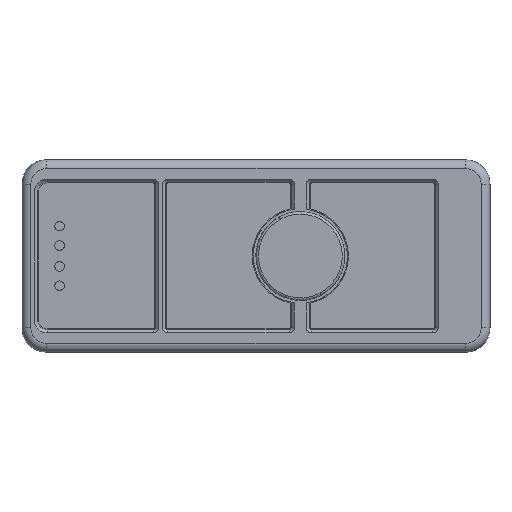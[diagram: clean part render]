
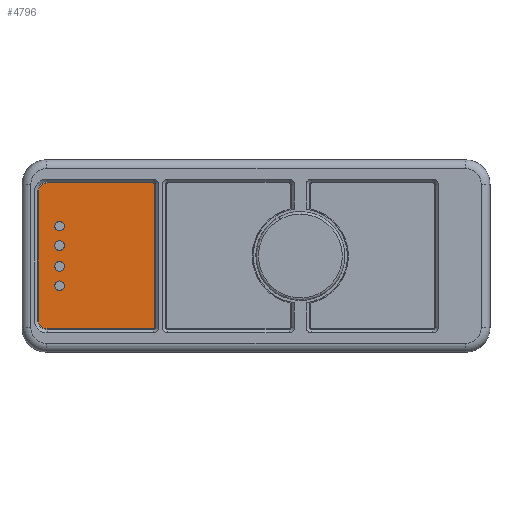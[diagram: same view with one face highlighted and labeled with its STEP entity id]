
A CAD part, top view. The second image highlights one B-rep face of the part: STEP entity #4796.
In plain terms, the highlighted planar face has unit normal (0, 0, 1).
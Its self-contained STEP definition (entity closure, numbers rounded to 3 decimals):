
#75 = FACE_BOUND ( 'NONE', #4022, .T. ) ;
#84 = CARTESIAN_POINT ( 'NONE',  ( -58.949, 72.979, 0.72 ) ) ;
#85 = EDGE_CURVE ( 'NONE', #1684, #687, #1091, .T. ) ;
#177 = AXIS2_PLACEMENT_3D ( 'NONE', #4317, #2485, #1758 ) ;
#212 = CIRCLE ( 'NONE', #1721, 1.165 ) ;
#229 = VERTEX_POINT ( 'NONE', #1465 ) ;
#254 = ORIENTED_EDGE ( 'NONE', *, *, #2649, .T. ) ;
#292 = DIRECTION ( 'NONE',  ( -1., 0., 0. ) ) ;
#331 = ORIENTED_EDGE ( 'NONE', *, *, #1863, .T. ) ;
#426 = EDGE_CURVE ( 'NONE', #4485, #702, #3724, .T. ) ;
#504 = DIRECTION ( 'NONE',  ( -1., 0., 0. ) ) ;
#537 = DIRECTION ( 'NONE',  ( 0., 0., -1. ) ) ;
#540 = EDGE_CURVE ( 'NONE', #687, #4485, #3692, .T. ) ;
#556 = EDGE_CURVE ( 'NONE', #1520, #3739, #1310, .T. ) ;
#607 = CIRCLE ( 'NONE', #3140, 2.16 ) ;
#620 = CARTESIAN_POINT ( 'NONE',  ( -58.949, 85.132, 0.72 ) ) ;
#687 = VERTEX_POINT ( 'NONE', #1622 ) ;
#702 = VERTEX_POINT ( 'NONE', #3514 ) ;
#803 = EDGE_LOOP ( 'NONE', ( #4249, #2912 ) ) ;
#815 = CARTESIAN_POINT ( 'NONE',  ( -36.026, 59.168, 0.72 ) ) ;
#820 = VERTEX_POINT ( 'NONE', #3764 ) ;
#917 = DIRECTION ( 'NONE',  ( 0., -1., 0. ) ) ;
#1075 = DIRECTION ( 'NONE',  ( 0., 0., -1. ) ) ;
#1091 = LINE ( 'NONE', #1812, #2447 ) ;
#1121 = ORIENTED_EDGE ( 'NONE', *, *, #4619, .T. ) ;
#1240 = AXIS2_PLACEMENT_3D ( 'NONE', #2407, #2801, #917 ) ;
#1243 = EDGE_CURVE ( 'NONE', #2589, #4514, #2394, .T. ) ;
#1251 = AXIS2_PLACEMENT_3D ( 'NONE', #2322, #3414, #3461 ) ;
#1262 = CARTESIAN_POINT ( 'NONE',  ( -58.949, 83.967, 0.72 ) ) ;
#1304 = FACE_OUTER_BOUND ( 'NONE', #2680, .T. ) ;
#1310 = CIRCLE ( 'NONE', #1542, 0.36 ) ;
#1377 = VERTEX_POINT ( 'NONE', #3161 ) ;
#1450 = ORIENTED_EDGE ( 'NONE', *, *, #2234, .T. ) ;
#1465 = CARTESIAN_POINT ( 'NONE',  ( -58.949, 82.802, 0.72 ) ) ;
#1469 = DIRECTION ( 'NONE',  ( 0., 1., 0. ) ) ;
#1520 = VERTEX_POINT ( 'NONE', #4460 ) ;
#1542 = AXIS2_PLACEMENT_3D ( 'NONE', #4334, #4256, #3539 ) ;
#1585 = CARTESIAN_POINT ( 'NONE',  ( -35.666, 59.168, 0.72 ) ) ;
#1587 = ORIENTED_EDGE ( 'NONE', *, *, #1243, .T. ) ;
#1595 = FACE_BOUND ( 'NONE', #803, .T. ) ;
#1602 = CIRCLE ( 'NONE', #4387, 1.165 ) ;
#1622 = CARTESIAN_POINT ( 'NONE',  ( -64.158, 60.968, 0.72 ) ) ;
#1682 = CARTESIAN_POINT ( 'NONE',  ( -58.949, 74.145, 0.72 ) ) ;
#1684 = VERTEX_POINT ( 'NONE', #4773 ) ;
#1721 = AXIS2_PLACEMENT_3D ( 'NONE', #1262, #537, #2721 ) ;
#1758 = DIRECTION ( 'NONE',  ( 0., -1., 0. ) ) ;
#1784 = VERTEX_POINT ( 'NONE', #3353 ) ;
#1812 = CARTESIAN_POINT ( 'NONE',  ( -64.158, 92.398, 0.72 ) ) ;
#1863 = EDGE_CURVE ( 'NONE', #3739, #1377, #3027, .T. ) ;
#1953 = AXIS2_PLACEMENT_3D ( 'NONE', #4705, #3110, #3562 ) ;
#1972 = EDGE_CURVE ( 'NONE', #4514, #2589, #1602, .T. ) ;
#2000 = DIRECTION ( 'NONE',  ( 0., 0., -1. ) ) ;
#2016 = CARTESIAN_POINT ( 'NONE',  ( -36.026, 94.558, 0.72 ) ) ;
#2122 = EDGE_CURVE ( 'NONE', #1784, #4449, #3035, .T. ) ;
#2221 = DIRECTION ( 'NONE',  ( 0., 1., 0. ) ) ;
#2234 = EDGE_CURVE ( 'NONE', #4620, #1520, #4166, .T. ) ;
#2237 = CARTESIAN_POINT ( 'NONE',  ( -35.666, 59.168, 0.72 ) ) ;
#2243 = CARTESIAN_POINT ( 'NONE',  ( -58.949, 80.387, 0.72 ) ) ;
#2283 = DIRECTION ( 'NONE',  ( 0., -1., 0. ) ) ;
#2302 = CIRCLE ( 'NONE', #2772, 1.165 ) ;
#2322 = CARTESIAN_POINT ( 'NONE',  ( -58.949, 83.967, 0.72 ) ) ;
#2352 = CIRCLE ( 'NONE', #4340, 0.36 ) ;
#2394 = CIRCLE ( 'NONE', #3901, 1.165 ) ;
#2407 = CARTESIAN_POINT ( 'NONE',  ( -58.949, 69.399, 0.72 ) ) ;
#2447 = VECTOR ( 'NONE', #3728, 1000. ) ;
#2485 = DIRECTION ( 'NONE',  ( 0., 0., -1. ) ) ;
#2577 = DIRECTION ( 'NONE',  ( 0., 1., 0. ) ) ;
#2589 = VERTEX_POINT ( 'NONE', #3343 ) ;
#2632 = CARTESIAN_POINT ( 'NONE',  ( -61.998, 92.398, 0.72 ) ) ;
#2649 = EDGE_CURVE ( 'NONE', #229, #4403, #3310, .T. ) ;
#2654 = CARTESIAN_POINT ( 'NONE',  ( -36.026, 94.558, 0.72 ) ) ;
#2670 = CIRCLE ( 'NONE', #3304, 1.165 ) ;
#2680 = EDGE_LOOP ( 'NONE', ( #1450, #4097, #331, #2681, #3109, #3923, #3803, #2896 ) ) ;
#2681 = ORIENTED_EDGE ( 'NONE', *, *, #4589, .T. ) ;
#2692 = CARTESIAN_POINT ( 'NONE',  ( -61.998, 60.968, 0.72 ) ) ;
#2699 = DIRECTION ( 'NONE',  ( 0., 0., 1. ) ) ;
#2721 = DIRECTION ( 'NONE',  ( 0., 1., 0. ) ) ;
#2745 = CARTESIAN_POINT ( 'NONE',  ( -58.949, 79.221, 0.72 ) ) ;
#2772 = AXIS2_PLACEMENT_3D ( 'NONE', #3612, #4279, #4383 ) ;
#2787 = PLANE ( 'NONE',  #1953 ) ;
#2801 = DIRECTION ( 'NONE',  ( 0., 0., -1. ) ) ;
#2810 = VECTOR ( 'NONE', #4488, 1000. ) ;
#2824 = DIRECTION ( 'NONE',  ( 0., 0., -1. ) ) ;
#2896 = ORIENTED_EDGE ( 'NONE', *, *, #4558, .T. ) ;
#2912 = ORIENTED_EDGE ( 'NONE', *, *, #3722, .T. ) ;
#2931 = ORIENTED_EDGE ( 'NONE', *, *, #2122, .T. ) ;
#3027 = LINE ( 'NONE', #2654, #3429 ) ;
#3035 = CIRCLE ( 'NONE', #177, 1.165 ) ;
#3109 = ORIENTED_EDGE ( 'NONE', *, *, #85, .T. ) ;
#3110 = DIRECTION ( 'NONE',  ( 0., 0., 1. ) ) ;
#3140 = AXIS2_PLACEMENT_3D ( 'NONE', #2632, #4873, #1469 ) ;
#3161 = CARTESIAN_POINT ( 'NONE',  ( -61.998, 94.558, 0.72 ) ) ;
#3185 = FACE_BOUND ( 'NONE', #4081, .T. ) ;
#3201 = VERTEX_POINT ( 'NONE', #84 ) ;
#3304 = AXIS2_PLACEMENT_3D ( 'NONE', #1682, #2824, #4717 ) ;
#3310 = CIRCLE ( 'NONE', #1251, 1.165 ) ;
#3343 = CARTESIAN_POINT ( 'NONE',  ( -58.949, 78.056, 0.72 ) ) ;
#3353 = CARTESIAN_POINT ( 'NONE',  ( -58.949, 68.234, 0.72 ) ) ;
#3414 = DIRECTION ( 'NONE',  ( 0., 0., -1. ) ) ;
#3422 = CARTESIAN_POINT ( 'NONE',  ( -61.998, 58.808, 0.72 ) ) ;
#3429 = VECTOR ( 'NONE', #292, 1000. ) ;
#3461 = DIRECTION ( 'NONE',  ( 0., 1., 0. ) ) ;
#3511 = FACE_BOUND ( 'NONE', #4220, .T. ) ;
#3514 = CARTESIAN_POINT ( 'NONE',  ( -36.026, 58.808, 0.72 ) ) ;
#3539 = DIRECTION ( 'NONE',  ( 1., 0., 0. ) ) ;
#3562 = DIRECTION ( 'NONE',  ( 1., 0., 0. ) ) ;
#3612 = CARTESIAN_POINT ( 'NONE',  ( -58.949, 74.145, 0.72 ) ) ;
#3692 = CIRCLE ( 'NONE', #4797, 2.16 ) ;
#3722 = EDGE_CURVE ( 'NONE', #820, #3201, #2302, .T. ) ;
#3724 = LINE ( 'NONE', #4069, #2810 ) ;
#3728 = DIRECTION ( 'NONE',  ( 0., -1., 0. ) ) ;
#3739 = VERTEX_POINT ( 'NONE', #2016 ) ;
#3764 = CARTESIAN_POINT ( 'NONE',  ( -58.949, 75.31, 0.72 ) ) ;
#3803 = ORIENTED_EDGE ( 'NONE', *, *, #426, .T. ) ;
#3870 = VECTOR ( 'NONE', #2577, 1000. ) ;
#3882 = ORIENTED_EDGE ( 'NONE', *, *, #4651, .T. ) ;
#3896 = DIRECTION ( 'NONE',  ( 0., 1., 0. ) ) ;
#3901 = AXIS2_PLACEMENT_3D ( 'NONE', #4477, #1075, #2221 ) ;
#3923 = ORIENTED_EDGE ( 'NONE', *, *, #540, .T. ) ;
#4022 = EDGE_LOOP ( 'NONE', ( #1121, #254 ) ) ;
#4069 = CARTESIAN_POINT ( 'NONE',  ( -61.998, 58.808, 0.72 ) ) ;
#4081 = EDGE_LOOP ( 'NONE', ( #4897, #1587 ) ) ;
#4097 = ORIENTED_EDGE ( 'NONE', *, *, #556, .T. ) ;
#4102 = CARTESIAN_POINT ( 'NONE',  ( -58.949, 70.564, 0.72 ) ) ;
#4166 = LINE ( 'NONE', #2237, #3870 ) ;
#4220 = EDGE_LOOP ( 'NONE', ( #2931, #3882 ) ) ;
#4249 = ORIENTED_EDGE ( 'NONE', *, *, #4748, .T. ) ;
#4256 = DIRECTION ( 'NONE',  ( 0., 0., 1. ) ) ;
#4279 = DIRECTION ( 'NONE',  ( 0., 0., -1. ) ) ;
#4317 = CARTESIAN_POINT ( 'NONE',  ( -58.949, 69.399, 0.72 ) ) ;
#4334 = CARTESIAN_POINT ( 'NONE',  ( -36.026, 94.198, 0.72 ) ) ;
#4340 = AXIS2_PLACEMENT_3D ( 'NONE', #815, #2699, #2283 ) ;
#4383 = DIRECTION ( 'NONE',  ( 0., -1., 0. ) ) ;
#4387 = AXIS2_PLACEMENT_3D ( 'NONE', #2745, #2000, #3896 ) ;
#4403 = VERTEX_POINT ( 'NONE', #620 ) ;
#4417 = CIRCLE ( 'NONE', #1240, 1.165 ) ;
#4449 = VERTEX_POINT ( 'NONE', #4102 ) ;
#4460 = CARTESIAN_POINT ( 'NONE',  ( -35.666, 94.198, 0.72 ) ) ;
#4477 = CARTESIAN_POINT ( 'NONE',  ( -58.949, 79.221, 0.72 ) ) ;
#4485 = VERTEX_POINT ( 'NONE', #3422 ) ;
#4488 = DIRECTION ( 'NONE',  ( 1., 0., 0. ) ) ;
#4514 = VERTEX_POINT ( 'NONE', #2243 ) ;
#4558 = EDGE_CURVE ( 'NONE', #702, #4620, #2352, .T. ) ;
#4589 = EDGE_CURVE ( 'NONE', #1377, #1684, #607, .T. ) ;
#4619 = EDGE_CURVE ( 'NONE', #4403, #229, #212, .T. ) ;
#4620 = VERTEX_POINT ( 'NONE', #1585 ) ;
#4651 = EDGE_CURVE ( 'NONE', #4449, #1784, #4417, .T. ) ;
#4705 = CARTESIAN_POINT ( 'NONE',  ( 0., 76.683, 0.72 ) ) ;
#4709 = DIRECTION ( 'NONE',  ( 0., 0., 1. ) ) ;
#4717 = DIRECTION ( 'NONE',  ( 0., -1., 0. ) ) ;
#4748 = EDGE_CURVE ( 'NONE', #3201, #820, #2670, .T. ) ;
#4773 = CARTESIAN_POINT ( 'NONE',  ( -64.158, 92.398, 0.72 ) ) ;
#4796 = ADVANCED_FACE ( 'NONE', ( #3511, #1595, #3185, #75, #1304 ), #2787, .T. ) ;
#4797 = AXIS2_PLACEMENT_3D ( 'NONE', #2692, #4709, #504 ) ;
#4873 = DIRECTION ( 'NONE',  ( 0., 0., 1. ) ) ;
#4897 = ORIENTED_EDGE ( 'NONE', *, *, #1972, .T. ) ;
